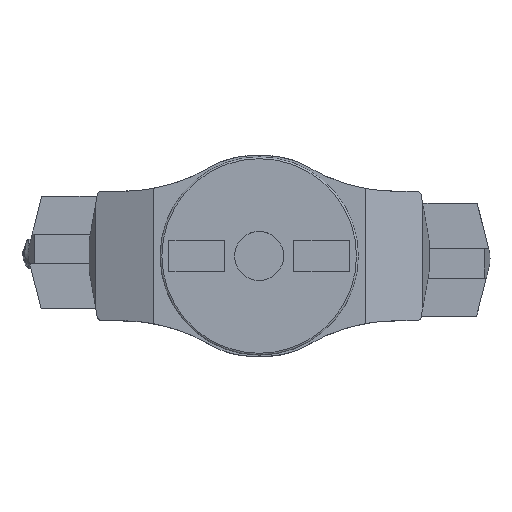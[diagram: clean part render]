
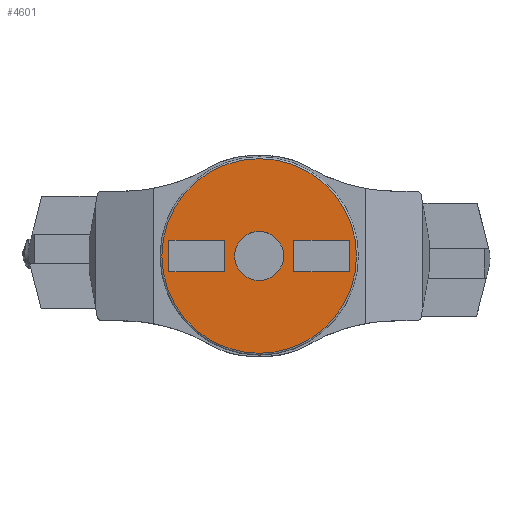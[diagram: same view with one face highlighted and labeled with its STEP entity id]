
A CAD part, top view. The second image highlights one B-rep face of the part: STEP entity #4601.
In plain terms, the highlighted planar face has unit normal (0, 0, 1).
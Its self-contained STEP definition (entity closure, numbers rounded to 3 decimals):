
#3859=FACE_BOUND('',#6006,.T.);
#3860=FACE_BOUND('',#6007,.T.);
#3861=FACE_BOUND('',#6008,.T.);
#3862=FACE_BOUND('',#6009,.T.);
#4109=CIRCLE('',#14322,20.);
#4110=CIRCLE('',#14323,79.5);
#4601=ADVANCED_FACE('',(#3859,#3860,#3861,#3862),#4957,.T.);
#4957=PLANE('',#14324);
#6006=EDGE_LOOP('',(#8664));
#6007=EDGE_LOOP('',(#8665));
#6008=EDGE_LOOP('',(#8666,#8667,#8668,#8669));
#6009=EDGE_LOOP('',(#8670,#8671,#8672,#8673));
#8664=ORIENTED_EDGE('',*,*,#11162,.F.);
#8665=ORIENTED_EDGE('',*,*,#11163,.T.);
#8666=ORIENTED_EDGE('',*,*,#11164,.F.);
#8667=ORIENTED_EDGE('',*,*,#11165,.F.);
#8668=ORIENTED_EDGE('',*,*,#11166,.F.);
#8669=ORIENTED_EDGE('',*,*,#11167,.F.);
#8670=ORIENTED_EDGE('',*,*,#11168,.F.);
#8671=ORIENTED_EDGE('',*,*,#11169,.F.);
#8672=ORIENTED_EDGE('',*,*,#11170,.F.);
#8673=ORIENTED_EDGE('',*,*,#11171,.F.);
#9811=VERTEX_POINT('',#20700);
#9812=VERTEX_POINT('',#20702);
#9813=VERTEX_POINT('',#20704);
#9814=VERTEX_POINT('',#20705);
#9815=VERTEX_POINT('',#20707);
#9816=VERTEX_POINT('',#20709);
#9817=VERTEX_POINT('',#20712);
#9818=VERTEX_POINT('',#20713);
#9819=VERTEX_POINT('',#20715);
#9820=VERTEX_POINT('',#20717);
#11162=EDGE_CURVE('',#9811,#9811,#4109,.T.);
#11163=EDGE_CURVE('',#9812,#9812,#4110,.T.);
#11164=EDGE_CURVE('',#9813,#9814,#11962,.T.);
#11165=EDGE_CURVE('',#9815,#9813,#11963,.T.);
#11166=EDGE_CURVE('',#9816,#9815,#11964,.T.);
#11167=EDGE_CURVE('',#9814,#9816,#11965,.T.);
#11168=EDGE_CURVE('',#9817,#9818,#11966,.T.);
#11169=EDGE_CURVE('',#9819,#9817,#11967,.T.);
#11170=EDGE_CURVE('',#9820,#9819,#11968,.T.);
#11171=EDGE_CURVE('',#9818,#9820,#11969,.T.);
#11962=LINE('',#20703,#12721);
#11963=LINE('',#20706,#12722);
#11964=LINE('',#20708,#12723);
#11965=LINE('',#20710,#12724);
#11966=LINE('',#20711,#12725);
#11967=LINE('',#20714,#12726);
#11968=LINE('',#20716,#12727);
#11969=LINE('',#20718,#12728);
#12721=VECTOR('',#16690,1.);
#12722=VECTOR('',#16691,1.);
#12723=VECTOR('',#16692,1.);
#12724=VECTOR('',#16693,1.);
#12725=VECTOR('',#16694,1.);
#12726=VECTOR('',#16695,1.);
#12727=VECTOR('',#16696,1.);
#12728=VECTOR('',#16697,1.);
#14322=AXIS2_PLACEMENT_3D('',#20699,#16686,#16687);
#14323=AXIS2_PLACEMENT_3D('',#20701,#16688,#16689);
#14324=AXIS2_PLACEMENT_3D('',#20719,#16698,#16699);
#16686=DIRECTION('',(0.,0.,1.));
#16687=DIRECTION('',(1.,0.,0.));
#16688=DIRECTION('',(0.,0.,1.));
#16689=DIRECTION('',(1.,0.,0.));
#16690=DIRECTION('',(0.,1.,0.));
#16691=DIRECTION('',(1.,0.,0.));
#16692=DIRECTION('',(0.,-1.,0.));
#16693=DIRECTION('',(-1.,0.,0.));
#16694=DIRECTION('',(1.,0.,0.));
#16695=DIRECTION('',(0.,-1.,0.));
#16696=DIRECTION('',(-1.,0.,0.));
#16697=DIRECTION('',(0.,1.,0.));
#16698=DIRECTION('',(0.,0.,1.));
#16699=DIRECTION('',(-1.,0.,0.));
#20699=CARTESIAN_POINT('',(0.,0.,0.));
#20700=CARTESIAN_POINT('',(20.,0.,0.));
#20701=CARTESIAN_POINT('',(0.,0.,0.));
#20702=CARTESIAN_POINT('',(79.5,0.,0.));
#20703=CARTESIAN_POINT('',(-28.25,-12.7,0.));
#20704=CARTESIAN_POINT('',(-28.25,-12.7,0.));
#20705=CARTESIAN_POINT('',(-28.25,12.7,0.));
#20706=CARTESIAN_POINT('',(-73.75,-12.7,0.));
#20707=CARTESIAN_POINT('',(-73.75,-12.7,0.));
#20708=CARTESIAN_POINT('',(-73.75,12.7,0.));
#20709=CARTESIAN_POINT('',(-73.75,12.7,0.));
#20710=CARTESIAN_POINT('',(-28.25,12.7,0.));
#20711=CARTESIAN_POINT('',(28.25,-12.7,0.));
#20712=CARTESIAN_POINT('',(28.25,-12.7,0.));
#20713=CARTESIAN_POINT('',(73.75,-12.7,0.));
#20714=CARTESIAN_POINT('',(28.25,12.7,0.));
#20715=CARTESIAN_POINT('',(28.25,12.7,0.));
#20716=CARTESIAN_POINT('',(73.75,12.7,0.));
#20717=CARTESIAN_POINT('',(73.75,12.7,0.));
#20718=CARTESIAN_POINT('',(73.75,-12.7,0.));
#20719=CARTESIAN_POINT('',(0.,0.,0.));
